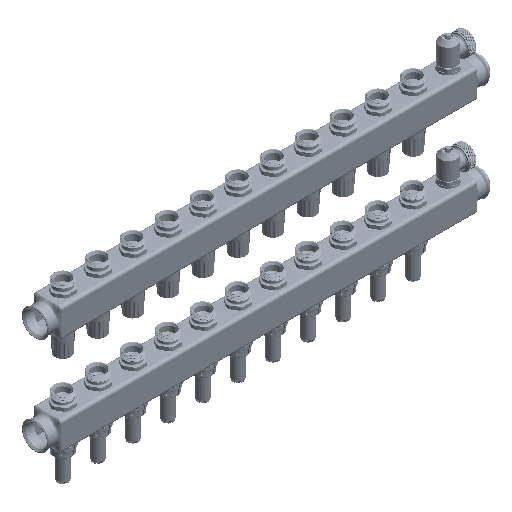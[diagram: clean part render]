
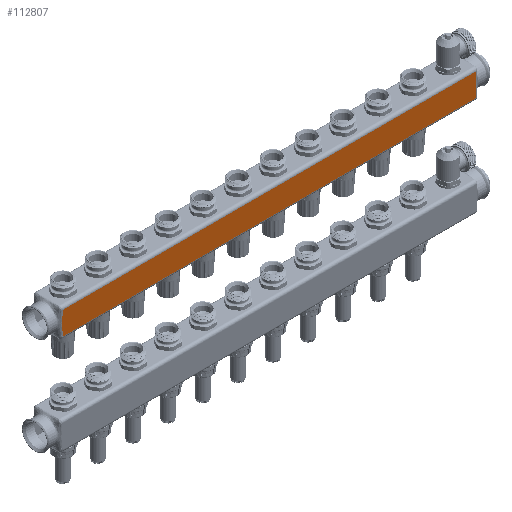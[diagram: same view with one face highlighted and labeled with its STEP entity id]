
A CAD part, isometric view. The second image highlights one B-rep face of the part: STEP entity #112807.
In plain terms, the highlighted planar face has unit normal (0, -1, 0).
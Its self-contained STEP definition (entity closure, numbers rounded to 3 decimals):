
#106951=CARTESIAN_POINT('',(19.869,-20.,
16.5));
#107125=CARTESIAN_POINT('',(19.869,-20.,
16.5));
#107126=CARTESIAN_POINT('',(19.795,-20.,
14.774));
#107127=CARTESIAN_POINT('',(19.614,-20.,
11.519));
#107128=CARTESIAN_POINT('',(19.339,-20.,
7.245));
#107129=CARTESIAN_POINT('',(19.203,-20.,
3.523));
#107130=CARTESIAN_POINT('',(19.166,-20.,
0.01));
#107131=CARTESIAN_POINT('',(19.202,-20.,
-3.527));
#107132=CARTESIAN_POINT('',(19.34,-20.,
-7.265));
#107133=CARTESIAN_POINT('',(19.614,-20.,
-11.527));
#107134=CARTESIAN_POINT('',(19.795,-20.,
-14.777));
#107135=CARTESIAN_POINT('',(19.869,-20.,
-16.5));
#107137=CARTESIAN_POINT('',(19.869,-20.,
-16.5));
#107143=CARTESIAN_POINT('',(610.131,-20.,16.5));
#107144=CARTESIAN_POINT('',(610.131,-20.,16.5));
#107145=CARTESIAN_POINT('',(610.163,-20.,
15.764));
#107146=CARTESIAN_POINT('',(610.229,-20.,
14.353));
#107147=CARTESIAN_POINT('',(610.343,-20.,
12.331));
#107148=CARTESIAN_POINT('',(610.456,-20.,
10.478));
#107149=CARTESIAN_POINT('',(610.563,-20.,
8.73));
#107150=CARTESIAN_POINT('',(610.658,-20.,7.008));
#107151=CARTESIAN_POINT('',(610.733,-20.,5.271));
#107152=CARTESIAN_POINT('',(610.785,-20.,3.535));
#107153=CARTESIAN_POINT('',(610.815,-20.,1.827));
#107154=CARTESIAN_POINT('',(610.825,-20.,0.134));
#107155=CARTESIAN_POINT('',(610.817,-20.,-1.577));
#107156=CARTESIAN_POINT('',(610.79,-20.,-3.319));
#107157=CARTESIAN_POINT('',(610.74,-20.,-5.067));
#107158=CARTESIAN_POINT('',(610.668,-20.,-6.792));
#107159=CARTESIAN_POINT('',(610.576,-20.,-8.514));
#107160=CARTESIAN_POINT('',(610.468,-20.,-10.298));
#107161=CARTESIAN_POINT('',(610.35,-20.,-12.206));
#107162=CARTESIAN_POINT('',(610.233,-20.,-14.288));
#107163=CARTESIAN_POINT('',(610.164,-20.,-15.737));
#107164=CARTESIAN_POINT('',(610.131,-20.,-16.5));
#107165=CARTESIAN_POINT('',(610.131,-20.,-16.5));
#107167=DIRECTION('',(-1.,0.,0.));
#107168=VECTOR('',#107167,590.263);
#107169=CARTESIAN_POINT('',(610.131,-20.,
-16.5));
#107170=LINE('',#107169,#107168);
#108405=DIRECTION('',(-1.,0.,0.));
#108406=VECTOR('',#108405,590.263);
#108407=CARTESIAN_POINT('',(610.131,-20.,
16.5));
#108408=LINE('',#108407,#108406);
#111040=VERTEX_POINT('',#106951);
#111055=VERTEX_POINT('',#107137);
#111057=VERTEX_POINT('',#107143);
#111058=VERTEX_POINT('',#107165);
#112793=CARTESIAN_POINT('',(315.,-20.,0.));
#112794=DIRECTION('',(0.,1.,0.));
#112795=DIRECTION('',(1.,0.,0.));
#112796=AXIS2_PLACEMENT_3D('',#112793,#112794,#112795);
#112797=PLANE('',#112796);
#112799=ORIENTED_EDGE('',*,*,#112798,.T.);
#112801=ORIENTED_EDGE('',*,*,#112800,.T.);
#112802=ORIENTED_EDGE('',*,*,#112787,.F.);
#112804=ORIENTED_EDGE('',*,*,#112803,.F.);
#112805=EDGE_LOOP('',(#112799,#112801,#112802,#112804));
#112806=FACE_OUTER_BOUND('',#112805,.F.);
#112807=ADVANCED_FACE('',(#112806),#112797,.F.);
#107136=B_SPLINE_CURVE_WITH_KNOTS('',3,(#107125,#107126,#107127,#107128,#107129,
#107130,#107131,#107132,#107133,#107134,#107135),.UNSPECIFIED.,.F.,.F.,(4,1,1,1,
1,1,1,1,4),(0.,0.125,0.25,0.375,0.5,0.625,0.75,0.875,1.),
.UNSPECIFIED.);
#107166=B_SPLINE_CURVE_WITH_KNOTS('',3,(#107143,#107144,#107145,#107146,#107147,
#107148,#107149,#107150,#107151,#107152,#107153,#107154,#107155,#107156,#107157,
#107158,#107159,#107160,#107161,#107162,#107163,#107164,#107165),.UNSPECIFIED.,
.F.,.F.,(4,1,1,1,1,1,1,1,1,1,1,1,1,1,1,1,1,1,1,1,4),(0.,0.,
0.066,0.127,0.183,0.235,
0.287,0.341,0.394,0.445,
0.496,0.547,0.6,0.654,
0.706,0.758,0.812,0.869,
0.931,1.,1.),.UNSPECIFIED.);
#112787=EDGE_CURVE('',#111040,#111055,#107136,.T.);
#112798=EDGE_CURVE('',#111057,#111058,#107166,.T.);
#112800=EDGE_CURVE('',#111058,#111055,#107170,.T.);
#112803=EDGE_CURVE('',#111057,#111040,#108408,.T.);
